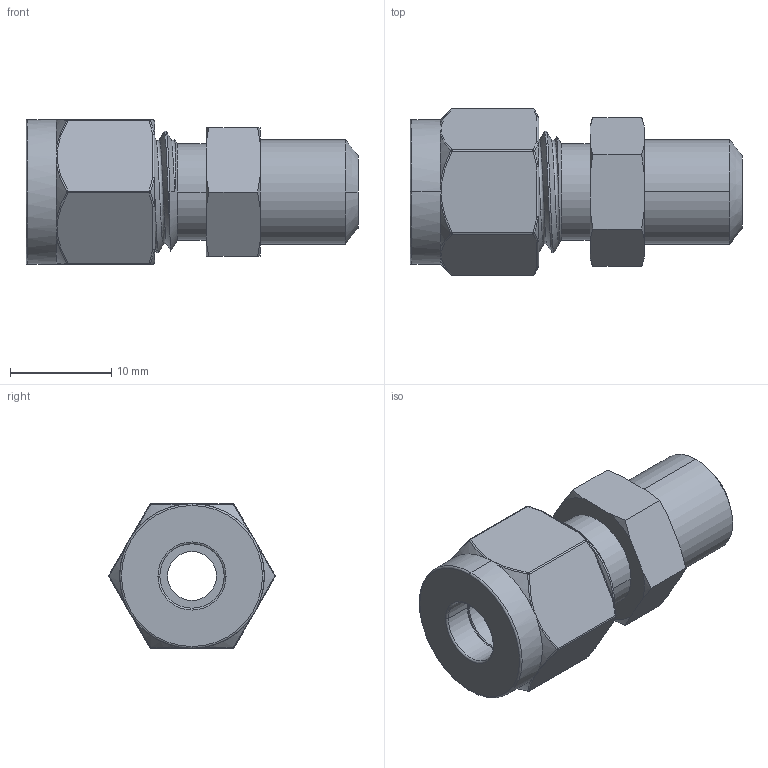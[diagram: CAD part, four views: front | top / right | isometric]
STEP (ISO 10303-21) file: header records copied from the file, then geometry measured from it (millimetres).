
FILE_DESCRIPTION((''),'2;1');
FILE_NAME('001_CWC_MPWC_MASTER_ASM','2025-06-26T15:29:19',('Administrator'),(''),'CREO PARAMETRIC BY PTC INC, 2020414','CREO PARAMETRIC BY PTC INC, 2020414','');
FILE_SCHEMA(('AUTOMOTIVE_DESIGN { 1 0 10303 214 1 1 1 1 }'));
Length unit declared in the file: millimetre
Products named in the file (5): DIN2353-TUBE_CWC; DIN2353_TUBE_NUT_CWC; BACK_FERRULE_CWC; FRONT_FERRULE_CWC; 001_CWC_MPWC_MASTER_ASM
Assembly tree (4 placements, depth 2):
  001_CWC_MPWC_MASTER_ASM
    DIN2353-TUBE_CWC
    DIN2353_TUBE_NUT_CWC
    BACK_FERRULE_CWC
    FRONT_FERRULE_CWC
Bounding box: 32.76 x 16.43 x 14.28 mm (x, y, z)
Volume: 3191.2 mm3; surface area: 3644.1 mm2
Topology: 4 solids, 4 shells, 212 faces, 496 edges, 329 vertices
Faces by surface type: cylinder 49, cone 46, bspline 36, torus 34, sphere 24, plane 23
Entity records: 15344 total; most frequent: CARTESIAN_POINT 9837, DIRECTION 964, ORIENTED_EDGE 946, EDGE_CURVE 473, AXIS2_PLACEMENT_3D 418, VERTEX_POINT 272, EDGE_LOOP 223, CIRCLE 221
